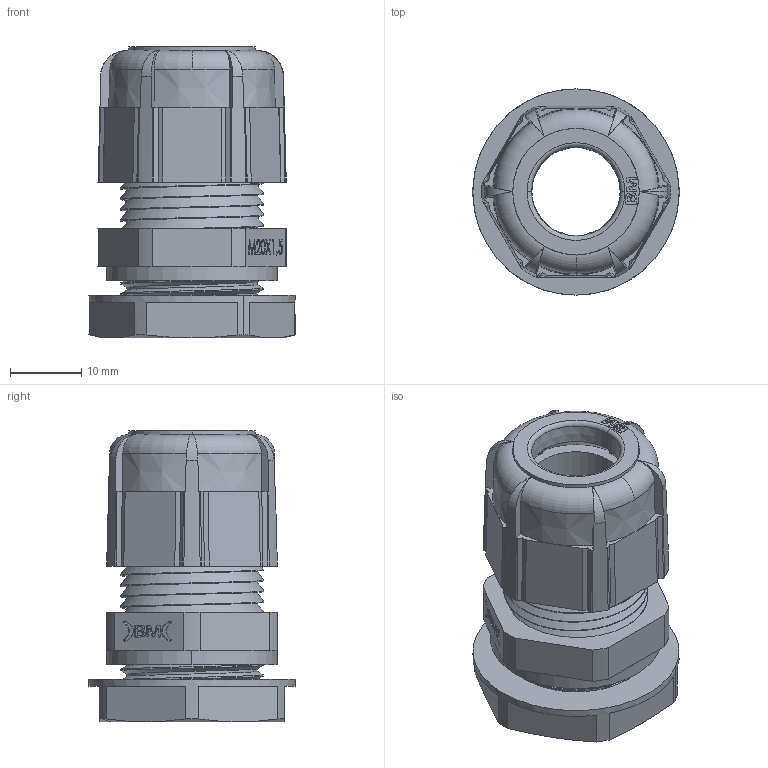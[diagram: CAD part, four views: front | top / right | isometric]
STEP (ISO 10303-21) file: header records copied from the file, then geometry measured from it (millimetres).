
FILE_DESCRIPTION (( 'STEP AP203' ), '1' );
FILE_NAME ('4720N.STEP', '2025-04-28T11:59:00', ( '' ), ( '' ), 'SwSTEP 2.0', 'SolidWorks 2022', '' );
FILE_SCHEMA (( 'CONFIG_CONTROL_DESIGN' ));
Length unit declared in the file: millimetre
Products named in the file (3): 4920; 4720N; 4820
Assembly tree (2 placements, depth 2):
  4720N
    4920
    4820
Bounding box: 29 x 29 x 41 mm (x, y, z)
Volume: 11529.9 mm3; surface area: 10410.4 mm2
Topology: 2 solids, 2 shells, 480 faces, 1288 edges, 839 vertices
Faces by surface type: plane 243, bspline 118, cylinder 67, cone 34, torus 18
Entity records: 21051 total; most frequent: CARTESIAN_POINT 9839, ORIENTED_EDGE 2576, DIRECTION 1795, EDGE_CURVE 1288, VERTEX_POINT 839, VECTOR 687, LINE 687, AXIS2_PLACEMENT_3D 554
